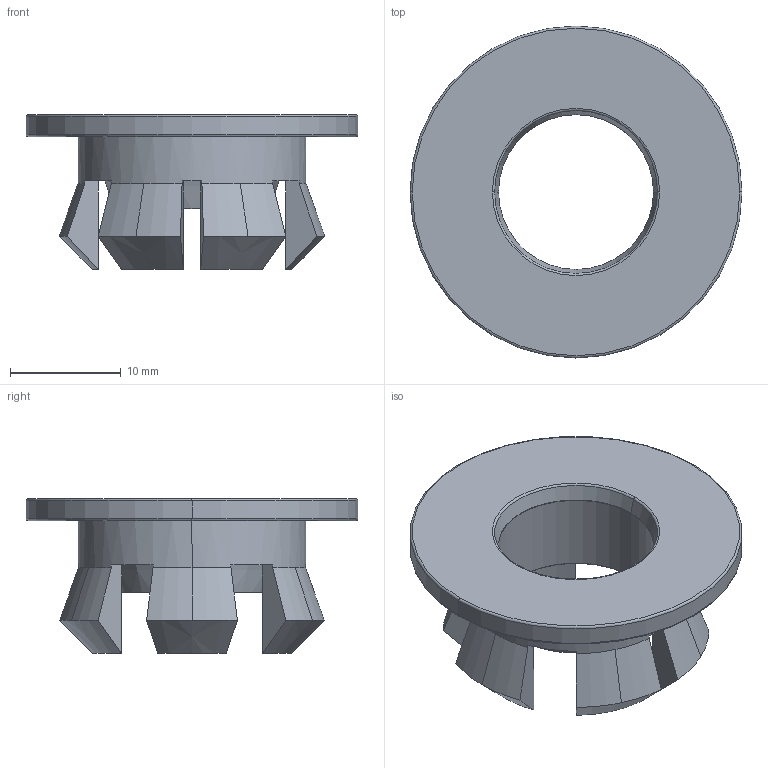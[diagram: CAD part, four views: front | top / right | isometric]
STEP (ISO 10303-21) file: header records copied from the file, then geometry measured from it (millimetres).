
FILE_DESCRIPTION (( 'STEP AP214' ), '1' );
FILE_NAME ('OC01.STEP', '2019-10-01T09:10:33', ( '' ), ( '' ), 'SwSTEP 2.0', 'SolidWorks 2019', '' );
FILE_SCHEMA (( 'AUTOMOTIVE_DESIGN' ));
Length unit declared in the file: millimetre
Products named in the file (1): OC01
Bounding box: 30 x 30 x 14 mm (x, y, z)
Volume: 2387.4 mm3; surface area: 3175.1 mm2
Topology: 1 solids, 1 shells, 59 faces, 154 edges, 98 vertices
Faces by surface type: cone 22, plane 21, torus 8, cylinder 8
Entity records: 1870 total; most frequent: DIRECTION 350, CARTESIAN_POINT 312, ORIENTED_EDGE 308, EDGE_CURVE 154, AXIS2_PLACEMENT_3D 136, VERTEX_POINT 98, VECTOR 78, LINE 78
